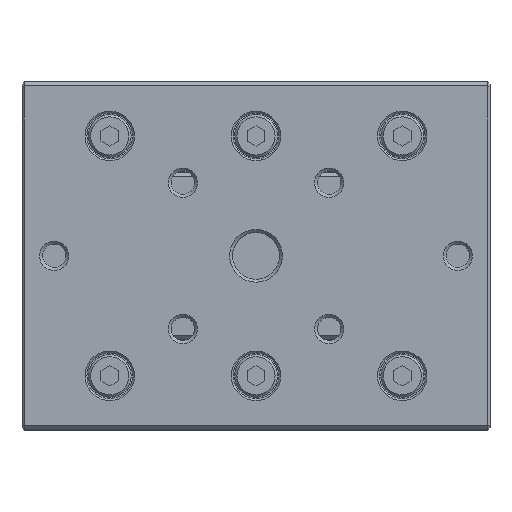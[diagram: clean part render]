
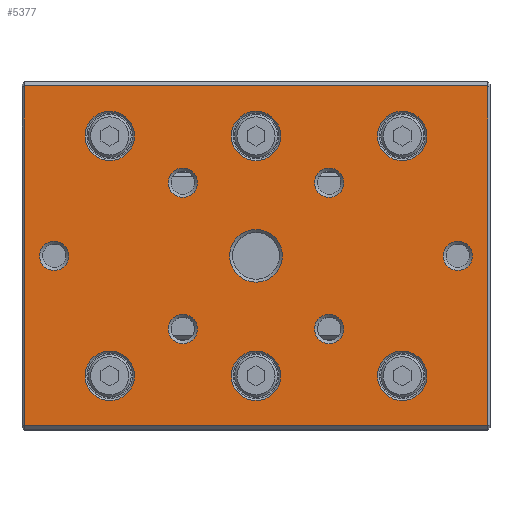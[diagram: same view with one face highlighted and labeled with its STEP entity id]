
A CAD part, top view. The second image highlights one B-rep face of the part: STEP entity #5377.
In plain terms, the highlighted planar face has unit normal (0, 0, 1).
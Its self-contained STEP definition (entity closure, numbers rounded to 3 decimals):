
#4832=FACE_BOUND('',#7931,.T.);
#4833=FACE_BOUND('',#7932,.T.);
#4834=FACE_BOUND('',#7933,.T.);
#4835=FACE_BOUND('',#7934,.T.);
#4836=FACE_BOUND('',#7935,.T.);
#4837=FACE_BOUND('',#7936,.T.);
#4838=FACE_BOUND('',#7937,.T.);
#4839=FACE_BOUND('',#7938,.T.);
#4840=FACE_BOUND('',#7939,.T.);
#4841=FACE_BOUND('',#7940,.T.);
#4842=FACE_BOUND('',#7941,.T.);
#4843=FACE_BOUND('',#7942,.T.);
#4844=FACE_BOUND('',#7943,.T.);
#4845=FACE_BOUND('',#7944,.T.);
#5111=CIRCLE('',#21022,4.5);
#5112=CIRCLE('',#21023,2.5);
#5113=CIRCLE('',#21024,2.5);
#5114=CIRCLE('',#21025,2.5);
#5115=CIRCLE('',#21026,2.5);
#5116=CIRCLE('',#21027,2.5);
#5117=CIRCLE('',#21028,2.5);
#5118=CIRCLE('',#21029,4.225);
#5119=CIRCLE('',#21030,4.225);
#5120=CIRCLE('',#21031,4.225);
#5121=CIRCLE('',#21032,4.225);
#5122=CIRCLE('',#21033,4.225);
#5123=CIRCLE('',#21034,4.225);
#5377=ADVANCED_FACE('',(#4832,#4833,#4834,#4835,#4836,#4837,#4838,#4839,
#4840,#4841,#4842,#4843,#4844,#4845),#6286,.F.);
#6286=PLANE('',#21035);
#7931=EDGE_LOOP('',(#10009));
#7932=EDGE_LOOP('',(#10010));
#7933=EDGE_LOOP('',(#10011));
#7934=EDGE_LOOP('',(#10012));
#7935=EDGE_LOOP('',(#10013));
#7936=EDGE_LOOP('',(#10014));
#7937=EDGE_LOOP('',(#10015));
#7938=EDGE_LOOP('',(#10016));
#7939=EDGE_LOOP('',(#10017));
#7940=EDGE_LOOP('',(#10018));
#7941=EDGE_LOOP('',(#10019));
#7942=EDGE_LOOP('',(#10020));
#7943=EDGE_LOOP('',(#10021));
#7944=EDGE_LOOP('',(#10022,#10023,#10024,#10025));
#10009=ORIENTED_EDGE('',*,*,#15766,.T.);
#10010=ORIENTED_EDGE('',*,*,#15767,.F.);
#10011=ORIENTED_EDGE('',*,*,#15768,.T.);
#10012=ORIENTED_EDGE('',*,*,#15769,.T.);
#10013=ORIENTED_EDGE('',*,*,#15770,.T.);
#10014=ORIENTED_EDGE('',*,*,#15771,.T.);
#10015=ORIENTED_EDGE('',*,*,#15772,.T.);
#10016=ORIENTED_EDGE('',*,*,#15773,.T.);
#10017=ORIENTED_EDGE('',*,*,#15774,.T.);
#10018=ORIENTED_EDGE('',*,*,#15775,.T.);
#10019=ORIENTED_EDGE('',*,*,#15776,.T.);
#10020=ORIENTED_EDGE('',*,*,#15777,.T.);
#10021=ORIENTED_EDGE('',*,*,#15778,.T.);
#10022=ORIENTED_EDGE('',*,*,#15779,.T.);
#10023=ORIENTED_EDGE('',*,*,#15780,.T.);
#10024=ORIENTED_EDGE('',*,*,#15781,.T.);
#10025=ORIENTED_EDGE('',*,*,#15782,.T.);
#14099=VERTEX_POINT('',#27539);
#14100=VERTEX_POINT('',#27541);
#14101=VERTEX_POINT('',#27543);
#14102=VERTEX_POINT('',#27545);
#14103=VERTEX_POINT('',#27547);
#14104=VERTEX_POINT('',#27549);
#14105=VERTEX_POINT('',#27551);
#14106=VERTEX_POINT('',#27553);
#14107=VERTEX_POINT('',#27555);
#14108=VERTEX_POINT('',#27557);
#14109=VERTEX_POINT('',#27559);
#14110=VERTEX_POINT('',#27561);
#14111=VERTEX_POINT('',#27563);
#14112=VERTEX_POINT('',#27565);
#14113=VERTEX_POINT('',#27566);
#14114=VERTEX_POINT('',#27568);
#14115=VERTEX_POINT('',#27570);
#15766=EDGE_CURVE('',#14099,#14099,#5111,.T.);
#15767=EDGE_CURVE('',#14100,#14100,#5112,.T.);
#15768=EDGE_CURVE('',#14101,#14101,#5113,.T.);
#15769=EDGE_CURVE('',#14102,#14102,#5114,.T.);
#15770=EDGE_CURVE('',#14103,#14103,#5115,.T.);
#15771=EDGE_CURVE('',#14104,#14104,#5116,.T.);
#15772=EDGE_CURVE('',#14105,#14105,#5117,.T.);
#15773=EDGE_CURVE('',#14106,#14106,#5118,.T.);
#15774=EDGE_CURVE('',#14107,#14107,#5119,.T.);
#15775=EDGE_CURVE('',#14108,#14108,#5120,.T.);
#15776=EDGE_CURVE('',#14109,#14109,#5121,.T.);
#15777=EDGE_CURVE('',#14110,#14110,#5122,.T.);
#15778=EDGE_CURVE('',#14111,#14111,#5123,.T.);
#15779=EDGE_CURVE('',#14112,#14113,#17826,.T.);
#15780=EDGE_CURVE('',#14113,#14114,#17827,.T.);
#15781=EDGE_CURVE('',#14114,#14115,#17828,.T.);
#15782=EDGE_CURVE('',#14115,#14112,#17829,.T.);
#17826=LINE('',#27564,#19596);
#17827=LINE('',#27567,#19597);
#17828=LINE('',#27569,#19598);
#17829=LINE('',#27571,#19599);
#19596=VECTOR('',#22847,1.);
#19597=VECTOR('',#22848,1.);
#19598=VECTOR('',#22849,1.);
#19599=VECTOR('',#22850,1.);
#21022=AXIS2_PLACEMENT_3D('',#27538,#22821,#22822);
#21023=AXIS2_PLACEMENT_3D('',#27540,#22823,#22824);
#21024=AXIS2_PLACEMENT_3D('',#27542,#22825,#22826);
#21025=AXIS2_PLACEMENT_3D('',#27544,#22827,#22828);
#21026=AXIS2_PLACEMENT_3D('',#27546,#22829,#22830);
#21027=AXIS2_PLACEMENT_3D('',#27548,#22831,#22832);
#21028=AXIS2_PLACEMENT_3D('',#27550,#22833,#22834);
#21029=AXIS2_PLACEMENT_3D('',#27552,#22835,#22836);
#21030=AXIS2_PLACEMENT_3D('',#27554,#22837,#22838);
#21031=AXIS2_PLACEMENT_3D('',#27556,#22839,#22840);
#21032=AXIS2_PLACEMENT_3D('',#27558,#22841,#22842);
#21033=AXIS2_PLACEMENT_3D('',#27560,#22843,#22844);
#21034=AXIS2_PLACEMENT_3D('',#27562,#22845,#22846);
#21035=AXIS2_PLACEMENT_3D('',#27572,#22851,#22852);
#22821=DIRECTION('',(0.,0.,-1.));
#22822=DIRECTION('',(-1.,0.,0.));
#22823=DIRECTION('',(0.,0.,1.));
#22824=DIRECTION('',(1.,0.,0.));
#22825=DIRECTION('',(0.,0.,-1.));
#22826=DIRECTION('',(-1.,0.,0.));
#22827=DIRECTION('',(0.,0.,-1.));
#22828=DIRECTION('',(-1.,0.,0.));
#22829=DIRECTION('',(0.,0.,-1.));
#22830=DIRECTION('',(-1.,0.,0.));
#22831=DIRECTION('',(0.,0.,-1.));
#22832=DIRECTION('',(-1.,0.,0.));
#22833=DIRECTION('',(0.,0.,-1.));
#22834=DIRECTION('',(-1.,0.,0.));
#22835=DIRECTION('',(0.,0.,-1.));
#22836=DIRECTION('',(-1.,0.,0.));
#22837=DIRECTION('',(0.,0.,-1.));
#22838=DIRECTION('',(-1.,0.,0.));
#22839=DIRECTION('',(0.,0.,-1.));
#22840=DIRECTION('',(-1.,0.,0.));
#22841=DIRECTION('',(0.,0.,-1.));
#22842=DIRECTION('',(-1.,0.,0.));
#22843=DIRECTION('',(0.,0.,-1.));
#22844=DIRECTION('',(-1.,0.,0.));
#22845=DIRECTION('',(0.,0.,-1.));
#22846=DIRECTION('',(-1.,0.,0.));
#22847=DIRECTION('',(1.,0.,0.));
#22848=DIRECTION('',(0.,1.,0.));
#22849=DIRECTION('',(-1.,0.,0.));
#22850=DIRECTION('',(0.,-1.,0.));
#22851=DIRECTION('',(0.,0.,-1.));
#22852=DIRECTION('',(1.,0.,0.));
#27538=CARTESIAN_POINT('',(120.,29.75,28.));
#27539=CARTESIAN_POINT('',(115.5,29.75,28.));
#27540=CARTESIAN_POINT('',(154.5,29.75,28.));
#27541=CARTESIAN_POINT('',(157.,29.75,28.));
#27542=CARTESIAN_POINT('',(85.5,29.75,28.));
#27543=CARTESIAN_POINT('',(83.,29.75,28.));
#27544=CARTESIAN_POINT('',(132.5,17.25,28.));
#27545=CARTESIAN_POINT('',(130.,17.25,28.));
#27546=CARTESIAN_POINT('',(132.5,42.25,28.));
#27547=CARTESIAN_POINT('',(130.,42.25,28.));
#27548=CARTESIAN_POINT('',(107.5,17.25,28.));
#27549=CARTESIAN_POINT('',(105.,17.25,28.));
#27550=CARTESIAN_POINT('',(107.5,42.25,28.));
#27551=CARTESIAN_POINT('',(105.,42.25,28.));
#27552=CARTESIAN_POINT('',(145.,9.25,28.));
#27553=CARTESIAN_POINT('',(140.775,9.25,28.));
#27554=CARTESIAN_POINT('',(145.,50.25,28.));
#27555=CARTESIAN_POINT('',(140.775,50.25,28.));
#27556=CARTESIAN_POINT('',(120.,9.25,28.));
#27557=CARTESIAN_POINT('',(115.775,9.25,28.));
#27558=CARTESIAN_POINT('',(120.,50.25,28.));
#27559=CARTESIAN_POINT('',(115.775,50.25,28.));
#27560=CARTESIAN_POINT('',(95.,9.25,28.));
#27561=CARTESIAN_POINT('',(90.775,9.25,28.));
#27562=CARTESIAN_POINT('',(95.,50.25,28.));
#27563=CARTESIAN_POINT('',(90.775,50.25,28.));
#27564=CARTESIAN_POINT('',(160.,0.7,28.));
#27565=CARTESIAN_POINT('',(80.4,0.7,28.));
#27566=CARTESIAN_POINT('',(159.6,0.7,28.));
#27567=CARTESIAN_POINT('',(159.6,59.5,28.));
#27568=CARTESIAN_POINT('',(159.6,58.8,28.));
#27569=CARTESIAN_POINT('',(160.,58.8,28.));
#27570=CARTESIAN_POINT('',(80.4,58.8,28.));
#27571=CARTESIAN_POINT('',(80.4,0.7,28.));
#27572=CARTESIAN_POINT('',(160.,59.5,28.));
